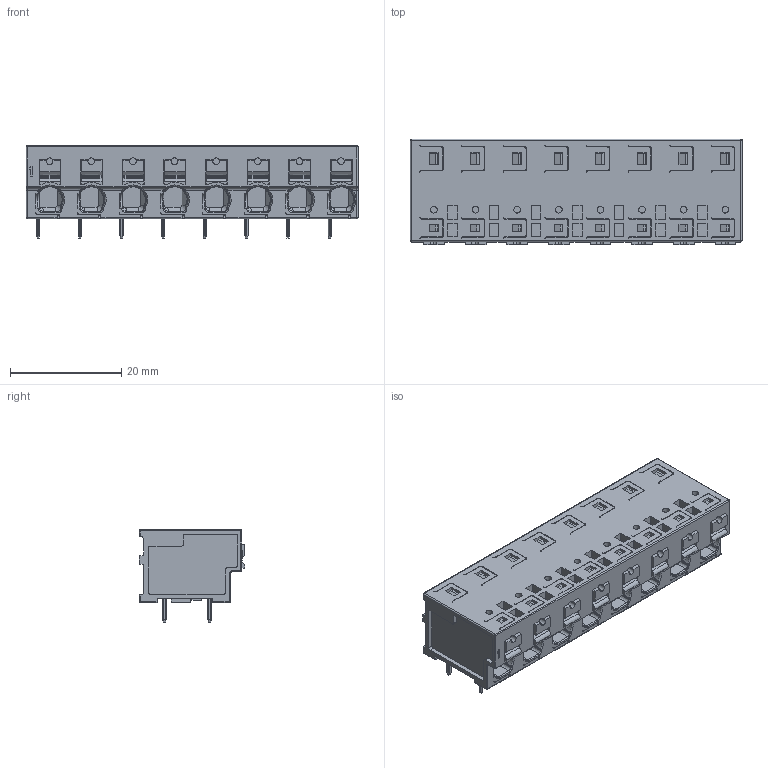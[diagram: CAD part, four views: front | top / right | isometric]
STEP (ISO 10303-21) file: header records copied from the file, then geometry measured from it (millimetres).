
FILE_DESCRIPTION(('CATIA V5 STEP Exchange','CAx-IF Rec.Pracs.--- Model Styling and Organization---1.5--- 2016-08-15','CAx-IF Rec.Pracs.---Supplemental Geometry---1.0---2011-11-01','CAx-IF Rec.Pracs.--- Composite Materials ---1.1---2010-07-15'),'2;1');
FILE_NAME ('2124189-2_0', '2025-12-02T14:32:12+00:00', ('none'), ('Weidmueller'), 'CATIA Version 5-6 Release 2024 SP4', 'CATIA V5 STEP AP214 v3', 'none');
FILE_SCHEMA(('AUTOMOTIVE_DESIGN { 1 0 10303 214 1 1 1 1 }'));
Products named in the file (1): 3124670000
Bounding box: 59.8 x 19 x 16.7 mm (x, y, z)
Volume: 9981.7 mm3; surface area: 11265.2 mm2
Topology: 1 solids, 3 shells, 3012 faces, 8180 edges, 5297 vertices
Faces by surface type: plane 2033, cylinder 624, bspline 163, extrusion 88, torus 42, cone 32, sphere 30
Entity records: 99018 total; most frequent: CARTESIAN_POINT 28118, ORIENTED_EDGE 16302, DIRECTION 10257, EDGE_CURVE 8151, VECTOR 6110, LINE 6022, VERTEX_POINT 5297, EDGE_LOOP 3244
